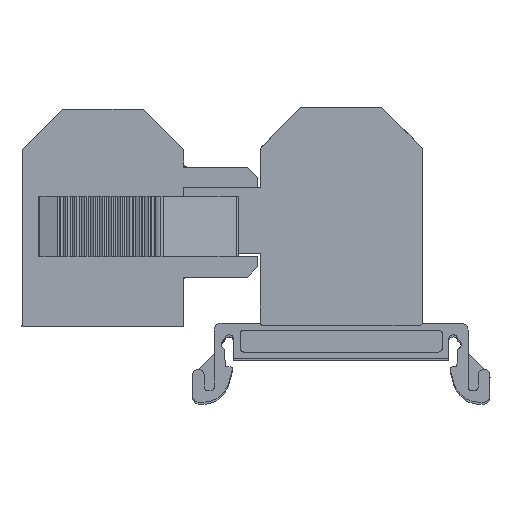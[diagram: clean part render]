
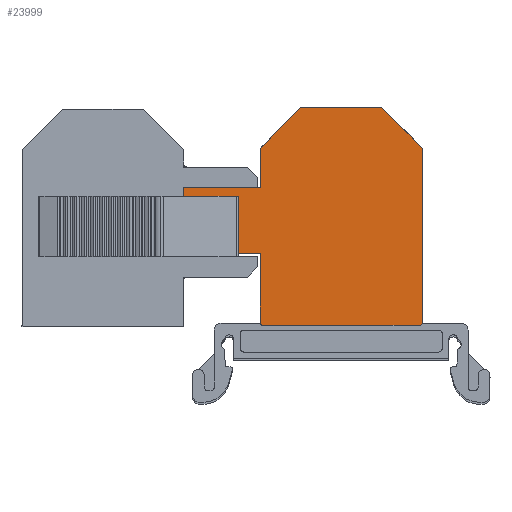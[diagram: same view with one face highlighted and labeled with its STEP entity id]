
A CAD part, front view. The second image highlights one B-rep face of the part: STEP entity #23999.
In plain terms, the highlighted planar face has unit normal (0, -1, 0).
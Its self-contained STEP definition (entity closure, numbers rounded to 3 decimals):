
#824=CIRCLE('',#25359,0.3);
#829=CIRCLE('',#25365,0.3);
#6067=ORIENTED_EDGE('',*,*,#9996,.F.);
#6068=ORIENTED_EDGE('',*,*,#10086,.F.);
#6069=ORIENTED_EDGE('',*,*,#9932,.F.);
#6070=ORIENTED_EDGE('',*,*,#11158,.F.);
#6071=ORIENTED_EDGE('',*,*,#8725,.T.);
#6072=ORIENTED_EDGE('',*,*,#11159,.T.);
#6073=ORIENTED_EDGE('',*,*,#11160,.F.);
#6074=ORIENTED_EDGE('',*,*,#11136,.F.);
#6075=ORIENTED_EDGE('',*,*,#11133,.T.);
#6076=ORIENTED_EDGE('',*,*,#11130,.F.);
#6077=ORIENTED_EDGE('',*,*,#11128,.F.);
#6078=ORIENTED_EDGE('',*,*,#11126,.F.);
#6079=ORIENTED_EDGE('',*,*,#11161,.F.);
#6080=ORIENTED_EDGE('',*,*,#11122,.F.);
#6081=ORIENTED_EDGE('',*,*,#11162,.F.);
#6082=ORIENTED_EDGE('',*,*,#11163,.F.);
#6083=ORIENTED_EDGE('',*,*,#9992,.F.);
#6084=ORIENTED_EDGE('',*,*,#11120,.F.);
#6085=ORIENTED_EDGE('',*,*,#9983,.F.);
#6086=ORIENTED_EDGE('',*,*,#11164,.F.);
#8725=EDGE_CURVE('',#12290,#12289,#14569,.T.);
#9932=EDGE_CURVE('',#13151,#13150,#15409,.T.);
#9983=EDGE_CURVE('',#13198,#13199,#824,.T.);
#9992=EDGE_CURVE('',#13206,#13207,#829,.T.);
#9996=EDGE_CURVE('',#13209,#13208,#15444,.T.);
#10086=EDGE_CURVE('',#13150,#13209,#15509,.T.);
#11120=EDGE_CURVE('',#13199,#13206,#16341,.T.);
#11122=EDGE_CURVE('',#13888,#13889,#16343,.T.);
#11126=EDGE_CURVE('',#13890,#13891,#16347,.T.);
#11128=EDGE_CURVE('',#13891,#13892,#16349,.T.);
#11130=EDGE_CURVE('',#13892,#13893,#16351,.T.);
#11133=EDGE_CURVE('',#13894,#13893,#16354,.T.);
#11136=EDGE_CURVE('',#13894,#13895,#16357,.T.);
#11158=EDGE_CURVE('',#12290,#13151,#16379,.T.);
#11159=EDGE_CURVE('',#12289,#13905,#16380,.T.);
#11160=EDGE_CURVE('',#13895,#13905,#16381,.T.);
#11161=EDGE_CURVE('',#13889,#13890,#16382,.T.);
#11162=EDGE_CURVE('',#13906,#13888,#16383,.T.);
#11163=EDGE_CURVE('',#13207,#13906,#16384,.T.);
#11164=EDGE_CURVE('',#13208,#13198,#16385,.T.);
#12289=VERTEX_POINT('',#34065);
#12290=VERTEX_POINT('',#34067);
#13150=VERTEX_POINT('',#36525);
#13151=VERTEX_POINT('',#36527);
#13198=VERTEX_POINT('',#36628);
#13199=VERTEX_POINT('',#36630);
#13206=VERTEX_POINT('',#36646);
#13207=VERTEX_POINT('',#36648);
#13208=VERTEX_POINT('',#36652);
#13209=VERTEX_POINT('',#36654);
#13888=VERTEX_POINT('',#39011);
#13889=VERTEX_POINT('',#39013);
#13890=VERTEX_POINT('',#39018);
#13891=VERTEX_POINT('',#39020);
#13892=VERTEX_POINT('',#39024);
#13893=VERTEX_POINT('',#39028);
#13894=VERTEX_POINT('',#39032);
#13895=VERTEX_POINT('',#39036);
#13905=VERTEX_POINT('',#39081);
#13906=VERTEX_POINT('',#39085);
#14569=LINE('',#34066,#17270);
#15409=LINE('',#36528,#18110);
#15444=LINE('',#36655,#18145);
#15509=LINE('',#36861,#18210);
#16341=LINE('',#39008,#19042);
#16343=LINE('',#39012,#19044);
#16347=LINE('',#39019,#19048);
#16349=LINE('',#39023,#19050);
#16351=LINE('',#39027,#19052);
#16354=LINE('',#39033,#19055);
#16357=LINE('',#39038,#19058);
#16379=LINE('',#39079,#19080);
#16380=LINE('',#39080,#19081);
#16381=LINE('',#39082,#19082);
#16382=LINE('',#39083,#19083);
#16383=LINE('',#39084,#19084);
#16384=LINE('',#39086,#19085);
#16385=LINE('',#39087,#19086);
#17270=VECTOR('',#27038,1000.);
#18110=VECTOR('',#29398,1000.);
#18145=VECTOR('',#29501,1000.);
#18210=VECTOR('',#29660,1000.);
#19042=VECTOR('',#31456,1000.);
#19044=VECTOR('',#31460,1000.);
#19048=VECTOR('',#31466,1000.);
#19050=VECTOR('',#31470,1000.);
#19052=VECTOR('',#31474,1000.);
#19055=VECTOR('',#31479,1000.);
#19058=VECTOR('',#31484,1000.);
#19080=VECTOR('',#31526,1000.);
#19081=VECTOR('',#31527,1000.);
#19082=VECTOR('',#31528,1000.);
#19083=VECTOR('',#31529,1000.);
#19084=VECTOR('',#31530,1000.);
#19085=VECTOR('',#31531,1000.);
#19086=VECTOR('',#31532,1000.);
#20552=EDGE_LOOP('',(#6067,#6068,#6069,#6070,#6071,#6072,#6073,#6074,#6075,
#6076,#6077,#6078,#6079,#6080,#6081,#6082,#6083,#6084,#6085,#6086));
#21851=FACE_BOUND('',#20552,.T.);
#22833=PLANE('',#25911);
#23999=ADVANCED_FACE('',(#21851),#22833,.F.);
#25359=AXIS2_PLACEMENT_3D('',#36629,#29478,#29479);
#25365=AXIS2_PLACEMENT_3D('',#36647,#29494,#29495);
#25911=AXIS2_PLACEMENT_3D('',#39078,#31524,#31525);
#27038=DIRECTION('',(-1.,0.,0.));
#29398=DIRECTION('',(0.707,0.,0.707));
#29478=DIRECTION('',(0.,1.,0.));
#29479=DIRECTION('',(1.,0.,0.));
#29494=DIRECTION('',(0.,1.,0.));
#29495=DIRECTION('',(1.,0.,0.));
#29501=DIRECTION('',(0.707,0.,-0.707));
#29660=DIRECTION('',(1.,0.,0.));
#31456=DIRECTION('',(-1.,0.,0.));
#31460=DIRECTION('',(0.,0.,1.));
#31466=DIRECTION('',(0.,0.,-1.));
#31470=DIRECTION('',(-1.,0.,0.));
#31474=DIRECTION('',(0.,0.,-1.));
#31479=DIRECTION('',(-1.,0.,0.));
#31484=DIRECTION('',(0.,0.,-1.));
#31524=DIRECTION('',(0.,1.,0.));
#31525=DIRECTION('',(0.,0.,1.));
#31526=DIRECTION('',(0.,0.,1.));
#31527=DIRECTION('',(0.,0.,-1.));
#31528=DIRECTION('',(-1.,0.,0.));
#31529=DIRECTION('',(-1.,0.,0.));
#31530=DIRECTION('',(-1.,0.,0.));
#31531=DIRECTION('',(0.,0.,1.));
#31532=DIRECTION('',(0.,0.,-1.));
#34065=CARTESIAN_POINT('',(-17.5,-66.063,3.495));
#34066=CARTESIAN_POINT('',(-17.5,-66.063,3.495));
#34067=CARTESIAN_POINT('',(-6.143,-66.063,3.495));
#36525=CARTESIAN_POINT('',(-0.143,-66.063,15.322));
#36527=CARTESIAN_POINT('',(-6.143,-66.063,9.322));
#36528=CARTESIAN_POINT('',(-6.143,-66.063,9.322));
#36628=CARTESIAN_POINT('',(17.857,-66.063,-16.638));
#36629=CARTESIAN_POINT('',(17.557,-66.063,-16.638));
#36630=CARTESIAN_POINT('',(17.557,-66.063,-16.938));
#36646=CARTESIAN_POINT('',(-5.843,-66.063,-16.938));
#36647=CARTESIAN_POINT('',(-5.843,-66.063,-16.638));
#36648=CARTESIAN_POINT('',(-6.143,-66.063,-16.638));
#36652=CARTESIAN_POINT('',(17.857,-66.063,9.322));
#36654=CARTESIAN_POINT('',(11.857,-66.063,15.322));
#36655=CARTESIAN_POINT('',(11.857,-66.063,15.322));
#36861=CARTESIAN_POINT('',(-0.143,-66.063,15.322));
#39008=CARTESIAN_POINT('',(17.557,-66.063,-16.938));
#39011=CARTESIAN_POINT('',(-10.199,-66.063,-6.328));
#39012=CARTESIAN_POINT('',(-10.199,-66.063,-6.8));
#39013=CARTESIAN_POINT('',(-10.199,-66.063,2.2));
#39018=CARTESIAN_POINT('',(-12.164,-66.063,2.2));
#39019=CARTESIAN_POINT('',(-12.164,-66.063,2.2));
#39020=CARTESIAN_POINT('',(-12.164,-66.063,2.072));
#39023=CARTESIAN_POINT('',(-12.116,-66.063,2.072));
#39024=CARTESIAN_POINT('',(-14.893,-66.063,2.072));
#39027=CARTESIAN_POINT('',(-14.893,-66.063,2.072));
#39028=CARTESIAN_POINT('',(-14.893,-66.063,-4.928));
#39032=CARTESIAN_POINT('',(-12.164,-66.063,-4.928));
#39033=CARTESIAN_POINT('',(-12.116,-66.063,-4.928));
#39036=CARTESIAN_POINT('',(-12.164,-66.063,-6.328));
#39038=CARTESIAN_POINT('',(-12.164,-66.063,2.2));
#39078=CARTESIAN_POINT('',(17.557,-66.063,-16.638));
#39079=CARTESIAN_POINT('',(-6.143,-66.063,3.472));
#39080=CARTESIAN_POINT('',(-17.5,-66.063,-6.328));
#39081=CARTESIAN_POINT('',(-17.5,-66.063,-6.328));
#39082=CARTESIAN_POINT('',(-6.143,-66.063,-6.328));
#39083=CARTESIAN_POINT('',(-22.482,-66.063,2.2));
#39084=CARTESIAN_POINT('',(-6.143,-66.063,-6.328));
#39085=CARTESIAN_POINT('',(-6.143,-66.063,-6.328));
#39086=CARTESIAN_POINT('',(-6.143,-66.063,-16.638));
#39087=CARTESIAN_POINT('',(17.857,-66.063,9.322));
